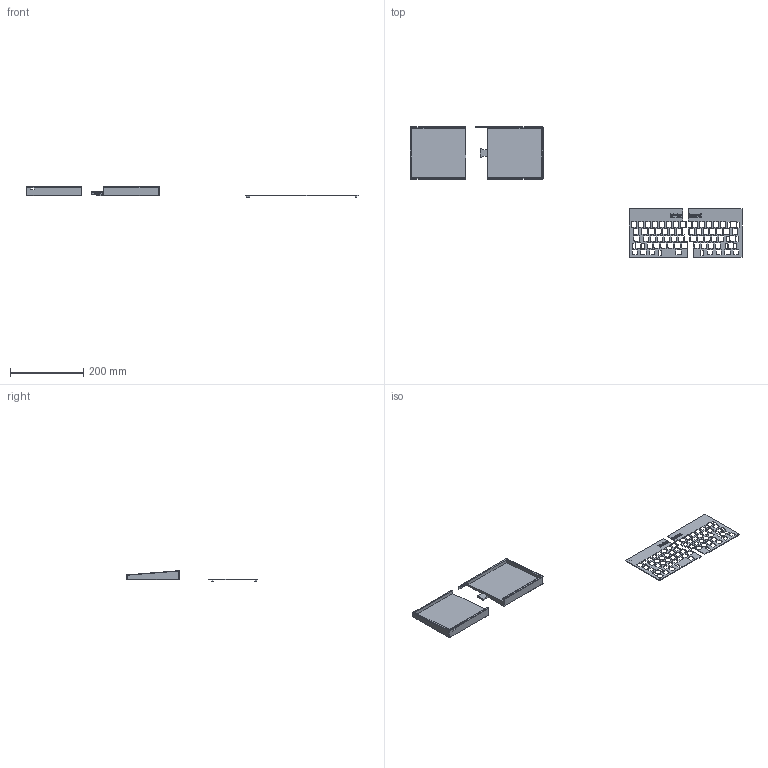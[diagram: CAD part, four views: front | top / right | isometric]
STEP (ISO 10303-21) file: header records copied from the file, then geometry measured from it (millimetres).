
FILE_DESCRIPTION(/* description */ (''),/* implementation_level */ '2;1');
FILE_NAME(/* name */ 'case and plate version 2.step',/* time_stamp */ '2025-09-08T21:24:17-07:00',/* author */ (''),/* organization */ (''),/* preprocessor_version */ 'ST-DEVELOPER v20.1',/* originating_system */ 'Autodesk Translation Framework v14.10.0.0',/* authorisation */ '');
FILE_SCHEMA (('AUTOMOTIVE_DESIGN { 1 0 10303 214 3 1 1 }'));
Length unit declared in the file: millimetre
Products named in the file (1): Keyboard case
Bounding box: 908.23 x 357.87 x 28.4 mm (x, y, z)
Volume: 520420.7 mm3; surface area: 178612.5 mm2
Topology: 6 solids, 6 shells, 1134 faces, 3240 edges, 2154 vertices
Faces by surface type: plane 542, cylinder 299, bspline 287, cone 4, torus 2
Full cylindrical faces by diameter (mm): 4.762 x1, 4.763 x2
Entity records: 40972 total; most frequent: CARTESIAN_POINT 12427, ORIENTED_EDGE 6480, DIRECTION 4969, EDGE_CURVE 3240, VERTEX_POINT 2154, LINE 2065, VECTOR 2065, AXIS2_PLACEMENT_3D 1452
